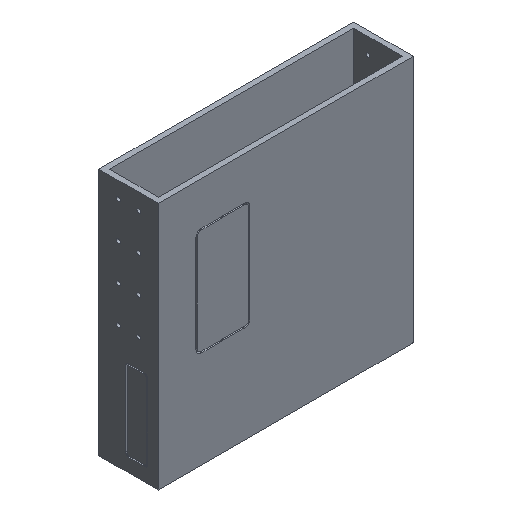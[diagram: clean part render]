
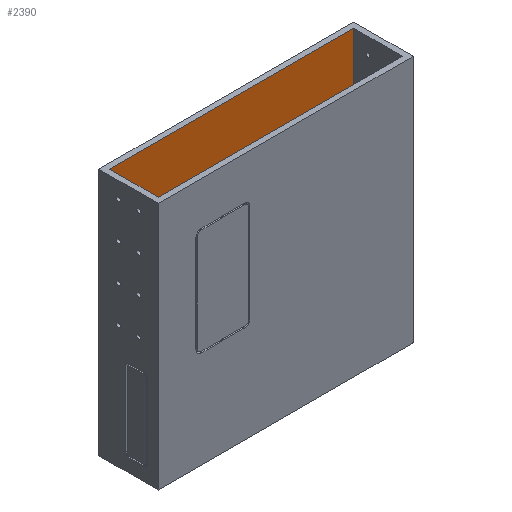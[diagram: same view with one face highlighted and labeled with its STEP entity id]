
A CAD part, isometric view. The second image highlights one B-rep face of the part: STEP entity #2390.
In plain terms, the highlighted planar face has unit normal (0, -1, 0).
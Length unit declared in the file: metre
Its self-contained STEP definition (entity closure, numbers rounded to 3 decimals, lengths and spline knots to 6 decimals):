
#277=ORIENTED_EDGE('',*,*,#948,.F.);
#278=ORIENTED_EDGE('',*,*,#949,.T.);
#279=ORIENTED_EDGE('',*,*,#950,.F.);
#280=ORIENTED_EDGE('',*,*,#951,.T.);
#281=ORIENTED_EDGE('',*,*,#875,.F.);
#282=ORIENTED_EDGE('',*,*,#952,.T.);
#283=ORIENTED_EDGE('',*,*,#953,.T.);
#284=ORIENTED_EDGE('',*,*,#954,.F.);
#875=EDGE_CURVE('',#1215,#1216,#1450,.T.);
#948=EDGE_CURVE('',#1279,#1280,#1504,.T.);
#949=EDGE_CURVE('',#1279,#1281,#1505,.F.);
#950=EDGE_CURVE('',#1282,#1281,#1506,.T.);
#951=EDGE_CURVE('',#1282,#1216,#1507,.T.);
#952=EDGE_CURVE('',#1215,#1283,#1508,.T.);
#953=EDGE_CURVE('',#1283,#1284,#1509,.T.);
#954=EDGE_CURVE('',#1280,#1284,#1510,.T.);
#1215=VERTEX_POINT('',#3498);
#1216=VERTEX_POINT('',#3500);
#1279=VERTEX_POINT('',#3639);
#1280=VERTEX_POINT('',#3640);
#1281=VERTEX_POINT('',#3642);
#1282=VERTEX_POINT('',#3644);
#1283=VERTEX_POINT('',#3647);
#1284=VERTEX_POINT('',#3649);
#1450=LINE('',#3499,#1694);
#1504=LINE('',#3638,#1748);
#1505=LINE('',#3641,#1749);
#1506=LINE('',#3643,#1750);
#1507=LINE('',#3645,#1751);
#1508=LINE('',#3646,#1752);
#1509=LINE('',#3648,#1753);
#1510=LINE('',#3650,#1754);
#1694=VECTOR('',#2792,1.);
#1748=VECTOR('',#2890,1.);
#1749=VECTOR('',#2891,1.);
#1750=VECTOR('',#2892,1.);
#1751=VECTOR('',#2893,1.);
#1752=VECTOR('',#2894,1.);
#1753=VECTOR('',#2895,1.);
#1754=VECTOR('',#2896,1.);
#1926=EDGE_LOOP('',(#277,#278,#279,#280,#281,#282,#283,#284));
#2128=FACE_BOUND('',#1926,.T.);
#2317=PLANE('',#2546);
#2390=ADVANCED_FACE('',(#2128),#2317,.F.);
#2546=AXIS2_PLACEMENT_3D('',#3637,#2888,#2889);
#2792=DIRECTION('',(-1.,0.,0.));
#2888=DIRECTION('',(0.,1.,0.));
#2889=DIRECTION('',(1.,0.,0.));
#2890=DIRECTION('',(-1.,0.,0.));
#2891=DIRECTION('',(0.,0.,1.));
#2892=DIRECTION('',(-1.,0.,0.));
#2893=DIRECTION('',(0.,0.,1.));
#2894=DIRECTION('',(0.,0.,1.));
#2895=DIRECTION('',(-1.,0.,0.));
#2896=DIRECTION('',(0.,0.,1.));
#3498=CARTESIAN_POINT('',(0.0905,0.224,-0.017));
#3499=CARTESIAN_POINT('',(0.,0.224,-0.017));
#3500=CARTESIAN_POINT('',(-0.00625,0.224,-0.017));
#3637=CARTESIAN_POINT('',(0.,0.224,-0.017));
#3638=CARTESIAN_POINT('',(0.,0.224,-0.017));
#3639=CARTESIAN_POINT('',(-0.0865,0.224,-0.017));
#3640=CARTESIAN_POINT('',(-0.0905,0.224,-0.017));
#3641=CARTESIAN_POINT('',(-0.0865,0.224,-0.022));
#3642=CARTESIAN_POINT('',(-0.0865,0.224,-0.022));
#3643=CARTESIAN_POINT('',(-0.043375,0.224,-0.022));
#3644=CARTESIAN_POINT('',(-0.00625,0.224,-0.022));
#3645=CARTESIAN_POINT('',(-0.00625,0.224,-0.017));
#3646=CARTESIAN_POINT('',(0.0905,0.224,-0.017));
#3647=CARTESIAN_POINT('',(0.0905,0.224,0.162));
#3648=CARTESIAN_POINT('',(0.,0.224,0.162));
#3649=CARTESIAN_POINT('',(-0.0905,0.224,0.162));
#3650=CARTESIAN_POINT('',(-0.0905,0.224,-0.017));
